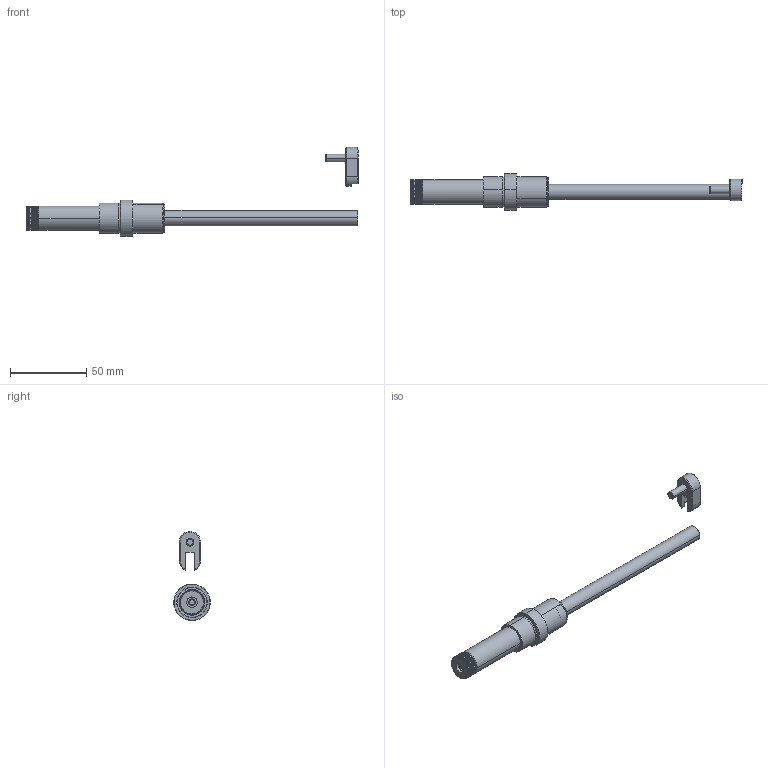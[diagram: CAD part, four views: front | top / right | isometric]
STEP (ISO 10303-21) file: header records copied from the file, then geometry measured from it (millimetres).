
FILE_DESCRIPTION (( 'STEP AP214' ), '1' );
FILE_NAME ('LR081620.STEP', '2019-03-21T14:05:54', ( '' ), ( '' ), 'SwSTEP 2.0', 'SolidWorks 2018', '' );
FILE_SCHEMA (( 'AUTOMOTIVE_DESIGN' ));
Length unit declared in the file: millimetre
Products named in the file (16): BV101426; 8LR081600-4; 1DIN912516_DIN 912 M5 x 16 --- 16C; 8LR040804; 8LR061600-6 PARA ASSEMBLY; 8LR061600-2; 8LR081600-3; VR010160; 3IMAN2x2-80; 8LR061600-1; 9LR040804; 9BV101426; 8LR061600-5; 8LR081600; LR081620; 8LR061600-7
Assembly tree (16 placements, depth 3):
  LR081620
    8LR081600
      8LR061600-1
      8LR081600-3
      8LR061600-5
      8LR061600-7
      8LR061600-2
      8LR061600-6 PARA ASSEMBLY
      8LR081600-4
      VR010160
    BV101426
      9BV101426
      1DIN912516_DIN 912 M5 x 16 --- 16C
    9LR040804  x2
      8LR040804
      3IMAN2x2-80
Bounding box: 218 x 23.98 x 58.51 mm (x, y, z)
Volume: 30620.6 mm3; surface area: 23919.3 mm2
Topology: 14 solids, 14 shells, 532 faces, 1279 edges, 793 vertices
Faces by surface type: plane 204, cylinder 178, torus 76, cone 72, bspline 2
Entity records: 16459 total; most frequent: CARTESIAN_POINT 4114, DIRECTION 2517, ORIENTED_EDGE 2412, EDGE_CURVE 1206, AXIS2_PLACEMENT_3D 1051, VERTEX_POINT 748, EDGE_LOOP 540, CIRCLE 529
